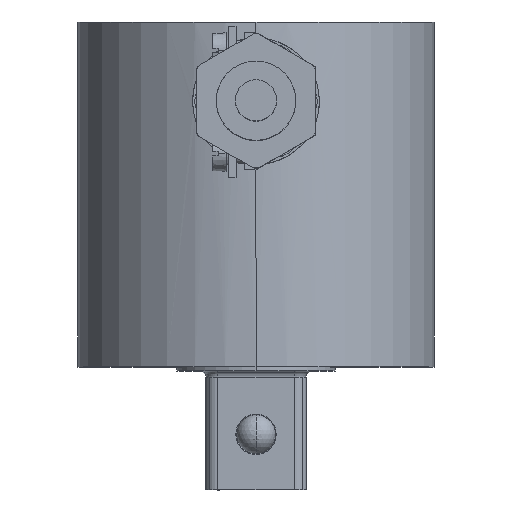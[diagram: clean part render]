
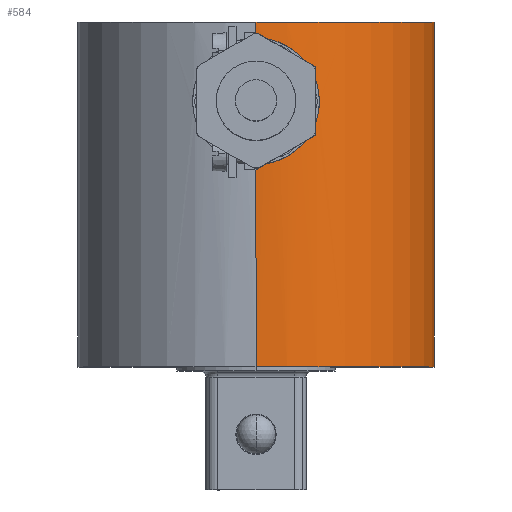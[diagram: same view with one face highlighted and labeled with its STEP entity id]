
A CAD part, top view. The second image highlights one B-rep face of the part: STEP entity #584.
In plain terms, the highlighted cylindrical face has radius 22.5 mm (diameter 45 mm), a partial arc.
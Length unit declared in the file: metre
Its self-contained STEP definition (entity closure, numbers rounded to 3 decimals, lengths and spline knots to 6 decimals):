
#584=ADVANCED_FACE('0:17454',(#1270),#1271,.T.);
#1270=FACE_OUTER_BOUND('',#2051,.T.);
#1271=CYLINDRICAL_SURFACE('',#2052,0.0225);
#2051=EDGE_LOOP('',(#3788,#3789,#3790,#3791,#3792,#3793,#3794));
#2052=AXIS2_PLACEMENT_3D('',#3795,#3796,#3797);
#3788=ORIENTED_EDGE('',*,*,#4682,.T.);
#3789=ORIENTED_EDGE('',*,*,#5356,.T.);
#3790=ORIENTED_EDGE('',*,*,#4687,.T.);
#3791=ORIENTED_EDGE('',*,*,#5357,.T.);
#3792=ORIENTED_EDGE('',*,*,#5358,.T.);
#3793=ORIENTED_EDGE('',*,*,#4684,.T.);
#3794=ORIENTED_EDGE('',*,*,#4996,.F.);
#3795=CARTESIAN_POINT('',(-0.039525,-0.025,-0.008525));
#3796=DIRECTION('',(0.,-1.0,0.));
#3797=DIRECTION('',(0.,0.,-1.0));
#4682=EDGE_CURVE('',#5618,#5619,#5620,.T.);
#4684=EDGE_CURVE('',#5623,#5621,#5624,.T.);
#4687=EDGE_CURVE('',#5629,#5627,#5630,.T.);
#4996=EDGE_CURVE('',#5618,#5621,#6151,.T.);
#5356=EDGE_CURVE('',#5619,#5629,#6666,.T.);
#5357=EDGE_CURVE('',#5627,#6667,#6668,.F.);
#5358=EDGE_CURVE('',#6667,#5623,#6669,.F.);
#5618=VERTEX_POINT('',#6981);
#5619=VERTEX_POINT('',#6982);
#5620=LINE('',#6983,#6984);
#5621=VERTEX_POINT('',#6985);
#5623=VERTEX_POINT('',#6987);
#5624=LINE('',#6988,#6989);
#5627=VERTEX_POINT('',#7001);
#5629=VERTEX_POINT('',#7012);
#5630=LINE('',#7013,#7014);
#6151=CIRCLE('',#7746,0.0225);
#6666=CIRCLE('',#8617,0.0225);
#6667=VERTEX_POINT('',#8618);
#6668=B_SPLINE_CURVE_WITH_KNOTS('',3,(#8619,#8620,#8621,#8622,#8623,#8624,#8625,#8626,#8627,#8628),.UNSPECIFIED.,.F.,.F.,(4,2,2,2,4),(-0.073021,-0.069977,-0.066934,-0.063892,-0.06085),.UNSPECIFIED.);
#6669=B_SPLINE_CURVE_WITH_KNOTS('',3,(#8629,#8630,#8631,#8632,#8633,#8634,#8635,#8636,#8637,#8638),.UNSPECIFIED.,.F.,.F.,(4,2,2,2,4),(-0.085191,-0.082149,-0.079107,-0.076064,-0.073021),.UNSPECIFIED.);
#6981=CARTESIAN_POINT('',(-0.039525,-0.014,-0.031025));
#6982=CARTESIAN_POINT('',(-0.039525,0.0295,-0.031025));
#6983=CARTESIAN_POINT('',(-0.039525,0.00775,-0.031025));
#6984=VECTOR('',#9025,1.0);
#6985=CARTESIAN_POINT('',(-0.039525,-0.014,0.013975));
#6987=CARTESIAN_POINT('',(-0.039525,0.0115,0.013975));
#6988=CARTESIAN_POINT('',(-0.039525,0.00775,0.013975));
#6989=VECTOR('',#9029,1.0);
#7001=CARTESIAN_POINT('',(-0.039525,0.0275,0.013975));
#7012=CARTESIAN_POINT('',(-0.039525,0.0295,0.013975));
#7013=CARTESIAN_POINT('',(-0.039525,0.00775,0.013975));
#7014=VECTOR('',#9030,1.0);
#7746=AXIS2_PLACEMENT_3D('',#9480,#9481,#9482);
#8617=AXIS2_PLACEMENT_3D('',#9955,#9956,#9957);
#8618=CARTESIAN_POINT('',(-0.031525,0.0195,0.012505));
#8619=CARTESIAN_POINT('',(-0.031525,0.0195,0.012505));
#8620=CARTESIAN_POINT('',(-0.031525,0.020514,0.012505));
#8621=CARTESIAN_POINT('',(-0.03173,0.02159,0.012586));
#8622=CARTESIAN_POINT('',(-0.032549,0.023558,0.01287));
#8623=CARTESIAN_POINT('',(-0.033163,0.024451,0.013069));
#8624=CARTESIAN_POINT('',(-0.034573,0.025862,0.013435));
#8625=CARTESIAN_POINT('',(-0.035467,0.026476,0.013628));
#8626=CARTESIAN_POINT('',(-0.037436,0.027296,0.0139));
#8627=CARTESIAN_POINT('',(-0.038511,0.0275,0.013975));
#8628=CARTESIAN_POINT('',(-0.039525,0.0275,0.013975));
#8629=CARTESIAN_POINT('',(-0.039525,0.0115,0.013975));
#8630=CARTESIAN_POINT('',(-0.038511,0.0115,0.013975));
#8631=CARTESIAN_POINT('',(-0.037436,0.011704,0.0139));
#8632=CARTESIAN_POINT('',(-0.035467,0.012524,0.013628));
#8633=CARTESIAN_POINT('',(-0.034573,0.013138,0.013435));
#8634=CARTESIAN_POINT('',(-0.033163,0.014549,0.013069));
#8635=CARTESIAN_POINT('',(-0.032549,0.015442,0.01287));
#8636=CARTESIAN_POINT('',(-0.03173,0.01741,0.012586));
#8637=CARTESIAN_POINT('',(-0.031525,0.018486,0.012505));
#8638=CARTESIAN_POINT('',(-0.031525,0.0195,0.012505));
#9025=DIRECTION('',(0.,1.0,0.));
#9029=DIRECTION('',(0.,-1.0,0.));
#9030=DIRECTION('',(0.,-1.0,0.));
#9480=CARTESIAN_POINT('',(-0.039525,-0.014,-0.008525));
#9481=DIRECTION('',(0.,-1.0,0.));
#9482=DIRECTION('',(-1.0,0.,0.));
#9955=CARTESIAN_POINT('',(-0.039525,0.0295,-0.008525));
#9956=DIRECTION('',(0.,-1.0,0.));
#9957=DIRECTION('',(0.,0.,-1.0));
